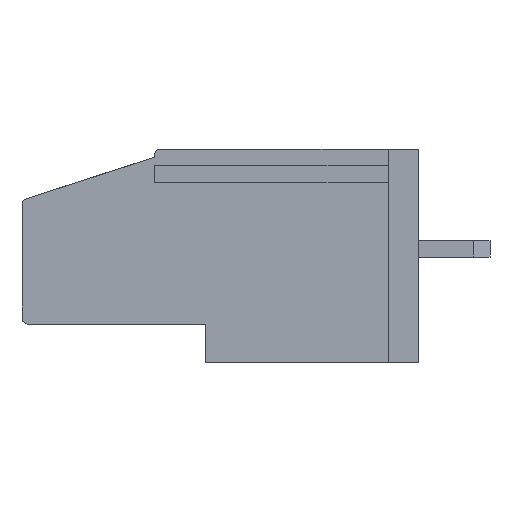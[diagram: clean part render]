
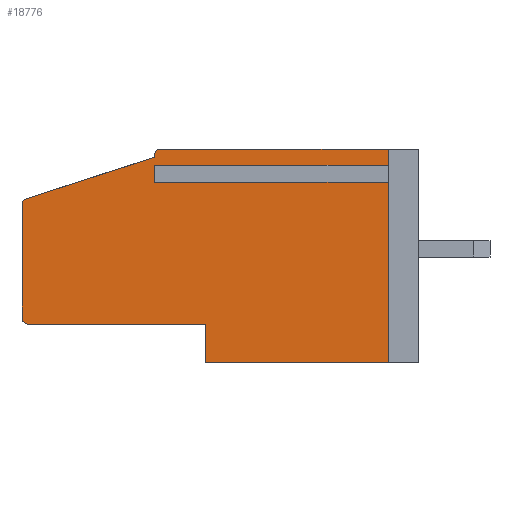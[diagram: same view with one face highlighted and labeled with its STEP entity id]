
A CAD part, left-side view. The second image highlights one B-rep face of the part: STEP entity #18776.
In plain terms, the highlighted planar face has unit normal (-1, 0, 0).
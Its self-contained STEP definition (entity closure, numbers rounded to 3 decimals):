
#349 = AXIS2_PLACEMENT_3D ( 'NONE', #24338, #24759, #18234 ) ;
#610 = VERTEX_POINT ( 'NONE', #35981 ) ;
#914 = DIRECTION ( 'NONE',  ( 0., 0., -1. ) ) ;
#1020 = ORIENTED_EDGE ( 'NONE', *, *, #28354, .F. ) ;
#1184 = CIRCLE ( 'NONE', #41455, 0.3 ) ;
#1203 = CARTESIAN_POINT ( 'NONE',  ( 0., 1.5, 10.5 ) ) ;
#2275 = CARTESIAN_POINT ( 'NONE',  ( 0., 19.5, 1.9 ) ) ;
#2739 = CARTESIAN_POINT ( 'NONE',  ( 0., 19.2, 1.9 ) ) ;
#3024 = ORIENTED_EDGE ( 'NONE', *, *, #18629, .T. ) ;
#3161 = VECTOR ( 'NONE', #15738, 1000. ) ;
#3206 = DIRECTION ( 'NONE',  ( 0., -1., 0. ) ) ;
#3326 = DIRECTION ( 'NONE',  ( 0., 0., -1. ) ) ;
#3366 = DIRECTION ( 'NONE',  ( 0., 0., -1. ) ) ;
#3462 = ORIENTED_EDGE ( 'NONE', *, *, #28017, .F. ) ;
#3629 = VERTEX_POINT ( 'NONE', #41562 ) ;
#3973 = EDGE_CURVE ( 'NONE', #20993, #10207, #16034, .T. ) ;
#4188 = CARTESIAN_POINT ( 'NONE',  ( 0., 12.7, 10.2 ) ) ;
#4264 = CARTESIAN_POINT ( 'NONE',  ( 0., 19.5, 7.782 ) ) ;
#4303 = CARTESIAN_POINT ( 'NONE',  ( 0., 13., 10.1 ) ) ;
#5306 = DIRECTION ( 'NONE',  ( 0., -1., 0. ) ) ;
#5617 = ORIENTED_EDGE ( 'NONE', *, *, #6547, .F. ) ;
#5992 = ORIENTED_EDGE ( 'NONE', *, *, #18249, .T. ) ;
#6547 = EDGE_CURVE ( 'NONE', #42818, #9992, #33172, .T. ) ;
#6641 = ORIENTED_EDGE ( 'NONE', *, *, #18064, .T. ) ;
#6808 = PLANE ( 'NONE',  #10262 ) ;
#7303 = LINE ( 'NONE', #36882, #37182 ) ;
#9774 = EDGE_CURVE ( 'NONE', #9992, #13991, #35113, .T. ) ;
#9922 = LINE ( 'NONE', #40115, #14865 ) ;
#9992 = VERTEX_POINT ( 'NONE', #39242 ) ;
#10135 = DIRECTION ( 'NONE',  ( 0., 0., 1. ) ) ;
#10207 = VERTEX_POINT ( 'NONE', #10768 ) ;
#10262 = AXIS2_PLACEMENT_3D ( 'NONE', #13350, #23333, #3326 ) ;
#10481 = VECTOR ( 'NONE', #29505, 1000. ) ;
#10575 = VERTEX_POINT ( 'NONE', #34551 ) ;
#10768 = CARTESIAN_POINT ( 'NONE',  ( 0., 1.5, 10.5 ) ) ;
#11780 = VECTOR ( 'NONE', #16084, 1000. ) ;
#11803 = CARTESIAN_POINT ( 'NONE',  ( 0., 1.5, 9.502 ) ) ;
#12653 = ORIENTED_EDGE ( 'NONE', *, *, #16942, .T. ) ;
#12846 = ORIENTED_EDGE ( 'NONE', *, *, #42369, .F. ) ;
#13233 = ORIENTED_EDGE ( 'NONE', *, *, #39424, .F. ) ;
#13350 = CARTESIAN_POINT ( 'NONE',  ( 0., 19.5, 10.5 ) ) ;
#13991 = VERTEX_POINT ( 'NONE', #2739 ) ;
#14047 = EDGE_CURVE ( 'NONE', #16288, #10575, #9922, .T. ) ;
#14691 = ORIENTED_EDGE ( 'NONE', *, *, #23783, .T. ) ;
#14865 = VECTOR ( 'NONE', #16209, 1000. ) ;
#15424 = EDGE_CURVE ( 'NONE', #3629, #34344, #7303, .T. ) ;
#15738 = DIRECTION ( 'NONE',  ( 0., 1., 0. ) ) ;
#16034 = LINE ( 'NONE', #19544, #10481 ) ;
#16084 = DIRECTION ( 'NONE',  ( 0., 0., 1. ) ) ;
#16115 = VECTOR ( 'NONE', #3366, 1000. ) ;
#16209 = DIRECTION ( 'NONE',  ( 0., -0.952, 0.307 ) ) ;
#16240 = CARTESIAN_POINT ( 'NONE',  ( 0., 13., 9.502 ) ) ;
#16288 = VERTEX_POINT ( 'NONE', #25462 ) ;
#16581 = FACE_OUTER_BOUND ( 'NONE', #19629, .T. ) ;
#16942 = EDGE_CURVE ( 'NONE', #16288, #38283, #26746, .T. ) ;
#17084 = DIRECTION ( 'NONE',  ( 0., -1., 0. ) ) ;
#17914 = CARTESIAN_POINT ( 'NONE',  ( 0., 1.5, 0. ) ) ;
#18064 = EDGE_CURVE ( 'NONE', #20993, #30508, #1184, .T. ) ;
#18160 = CARTESIAN_POINT ( 'NONE',  ( 0., 19.5, 0. ) ) ;
#18234 = DIRECTION ( 'NONE',  ( 0., 0., -1. ) ) ;
#18249 = EDGE_CURVE ( 'NONE', #22440, #32830, #22793, .T. ) ;
#18629 = EDGE_CURVE ( 'NONE', #610, #13991, #23456, .T. ) ;
#18776 = ADVANCED_FACE ( 'NONE', ( #16581 ), #6808, .F. ) ;
#19146 = CARTESIAN_POINT ( 'NONE',  ( 0., 19.5, 10.5 ) ) ;
#19433 = CARTESIAN_POINT ( 'NONE',  ( 0., 19.2, 2.2 ) ) ;
#19544 = CARTESIAN_POINT ( 'NONE',  ( 0., 19.5, 10.5 ) ) ;
#19629 = EDGE_LOOP ( 'NONE', ( #3462, #3024, #37639, #5617, #14691, #1020, #31273, #13233, #5992, #34081, #34807, #6641, #12846, #39025, #12653 ) ) ;
#20693 = AXIS2_PLACEMENT_3D ( 'NONE', #19433, #35304, #39181 ) ;
#20790 = LINE ( 'NONE', #1203, #23498 ) ;
#20986 = LINE ( 'NONE', #34426, #23759 ) ;
#20993 = VERTEX_POINT ( 'NONE', #28169 ) ;
#21413 = LINE ( 'NONE', #18160, #37060 ) ;
#22440 = VERTEX_POINT ( 'NONE', #35428 ) ;
#22793 = LINE ( 'NONE', #16240, #34530 ) ;
#23333 = DIRECTION ( 'NONE',  ( 1., 0., 0. ) ) ;
#23456 = CIRCLE ( 'NONE', #20693, 0.3 ) ;
#23498 = VECTOR ( 'NONE', #27717, 1000. ) ;
#23759 = VECTOR ( 'NONE', #34227, 1000. ) ;
#23783 = EDGE_CURVE ( 'NONE', #42818, #26267, #21413, .T. ) ;
#24338 = CARTESIAN_POINT ( 'NONE',  ( 0., 19.2, 7.782 ) ) ;
#24759 = DIRECTION ( 'NONE',  ( -1., 0., 0. ) ) ;
#25462 = CARTESIAN_POINT ( 'NONE',  ( 0., 19.292, 8.067 ) ) ;
#25593 = VECTOR ( 'NONE', #41016, 1000. ) ;
#25691 = LINE ( 'NONE', #19146, #11780 ) ;
#26267 = VERTEX_POINT ( 'NONE', #17914 ) ;
#26442 = CARTESIAN_POINT ( 'NONE',  ( 0., 10.5, 1.9 ) ) ;
#26746 = CIRCLE ( 'NONE', #349, 0.3 ) ;
#27717 = DIRECTION ( 'NONE',  ( 0., 0., -1. ) ) ;
#28017 = EDGE_CURVE ( 'NONE', #610, #38283, #25691, .T. ) ;
#28169 = CARTESIAN_POINT ( 'NONE',  ( 0., 12.7, 10.5 ) ) ;
#28354 = EDGE_CURVE ( 'NONE', #34344, #26267, #20986, .T. ) ;
#28929 = CARTESIAN_POINT ( 'NONE',  ( 0., 1.5, 9.098 ) ) ;
#29505 = DIRECTION ( 'NONE',  ( 0., -1., 0. ) ) ;
#30508 = VERTEX_POINT ( 'NONE', #34838 ) ;
#30709 = DIRECTION ( 'NONE',  ( -1., 0., 0. ) ) ;
#31260 = LINE ( 'NONE', #4303, #25593 ) ;
#31273 = ORIENTED_EDGE ( 'NONE', *, *, #15424, .F. ) ;
#32830 = VERTEX_POINT ( 'NONE', #11803 ) ;
#33172 = LINE ( 'NONE', #26442, #36637 ) ;
#34081 = ORIENTED_EDGE ( 'NONE', *, *, #42647, .F. ) ;
#34227 = DIRECTION ( 'NONE',  ( 0., 0., -1. ) ) ;
#34344 = VERTEX_POINT ( 'NONE', #28929 ) ;
#34426 = CARTESIAN_POINT ( 'NONE',  ( 0., 1.5, 10.5 ) ) ;
#34530 = VECTOR ( 'NONE', #3206, 1000. ) ;
#34551 = CARTESIAN_POINT ( 'NONE',  ( 0., 13., 10.1 ) ) ;
#34807 = ORIENTED_EDGE ( 'NONE', *, *, #3973, .F. ) ;
#34838 = CARTESIAN_POINT ( 'NONE',  ( 0., 13., 10.2 ) ) ;
#35113 = LINE ( 'NONE', #2275, #3161 ) ;
#35304 = DIRECTION ( 'NONE',  ( -1., 0., 0. ) ) ;
#35428 = CARTESIAN_POINT ( 'NONE',  ( 0., 13., 9.502 ) ) ;
#35981 = CARTESIAN_POINT ( 'NONE',  ( 0., 19.5, 2.2 ) ) ;
#36637 = VECTOR ( 'NONE', #10135, 1000. ) ;
#36882 = CARTESIAN_POINT ( 'NONE',  ( 0., 13., 9.098 ) ) ;
#37060 = VECTOR ( 'NONE', #5306, 1000. ) ;
#37182 = VECTOR ( 'NONE', #17084, 1000. ) ;
#37255 = LINE ( 'NONE', #40517, #16115 ) ;
#37625 = CARTESIAN_POINT ( 'NONE',  ( 0., 10.5, 0. ) ) ;
#37639 = ORIENTED_EDGE ( 'NONE', *, *, #9774, .F. ) ;
#38283 = VERTEX_POINT ( 'NONE', #4264 ) ;
#39025 = ORIENTED_EDGE ( 'NONE', *, *, #14047, .F. ) ;
#39181 = DIRECTION ( 'NONE',  ( 0., 0., -1. ) ) ;
#39242 = CARTESIAN_POINT ( 'NONE',  ( 0., 10.5, 1.9 ) ) ;
#39424 = EDGE_CURVE ( 'NONE', #22440, #3629, #37255, .T. ) ;
#40115 = CARTESIAN_POINT ( 'NONE',  ( 0., 19.5, 8. ) ) ;
#40517 = CARTESIAN_POINT ( 'NONE',  ( 0., 13., 9.502 ) ) ;
#41016 = DIRECTION ( 'NONE',  ( 0., 0., 1. ) ) ;
#41455 = AXIS2_PLACEMENT_3D ( 'NONE', #4188, #30709, #914 ) ;
#41562 = CARTESIAN_POINT ( 'NONE',  ( 0., 13., 9.098 ) ) ;
#42369 = EDGE_CURVE ( 'NONE', #10575, #30508, #31260, .T. ) ;
#42647 = EDGE_CURVE ( 'NONE', #10207, #32830, #20790, .T. ) ;
#42818 = VERTEX_POINT ( 'NONE', #37625 ) ;
